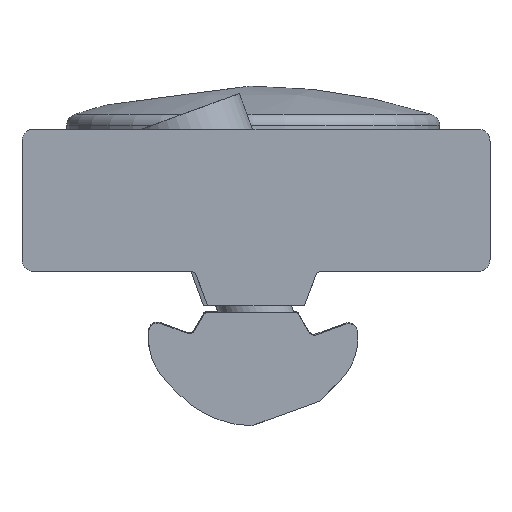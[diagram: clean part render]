
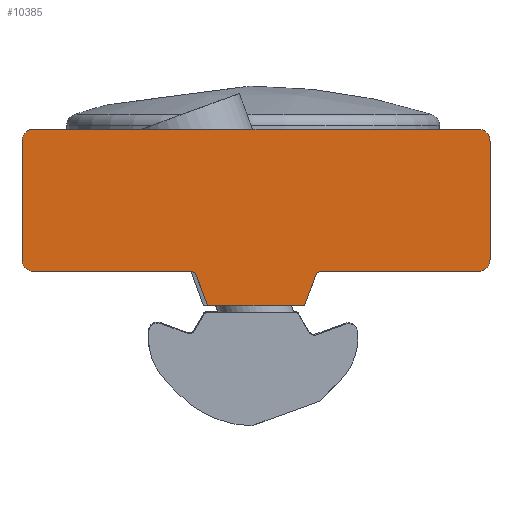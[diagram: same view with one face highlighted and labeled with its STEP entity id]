
A CAD part, front view. The second image highlights one B-rep face of the part: STEP entity #10385.
In plain terms, the highlighted planar face has unit normal (0, -1, 0).
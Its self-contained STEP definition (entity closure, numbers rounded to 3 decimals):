
#69 = VERTEX_POINT ( 'NONE', #936 ) ;
#84 = CIRCLE ( 'NONE', #940, 0.5 ) ;
#459 = ORIENTED_EDGE ( 'NONE', *, *, #933, .T. ) ;
#465 = DIRECTION ( 'NONE',  ( 1., 0., 0. ) ) ;
#477 = AXIS2_PLACEMENT_3D ( 'NONE', #6012, #3716, #7710 ) ;
#576 = VECTOR ( 'NONE', #10381, 1000. ) ;
#639 = CIRCLE ( 'NONE', #988, 0.25 ) ;
#878 = EDGE_CURVE ( 'NONE', #5239, #4487, #639, .T. ) ;
#933 = EDGE_CURVE ( 'NONE', #4487, #7844, #2331, .T. ) ;
#936 = CARTESIAN_POINT ( 'NONE',  ( 4.156, -100., -14.736 ) ) ;
#940 = AXIS2_PLACEMENT_3D ( 'NONE', #4177, #4992, #5893 ) ;
#988 = AXIS2_PLACEMENT_3D ( 'NONE', #6282, #10516, #7066 ) ;
#1114 = DIRECTION ( 'NONE',  ( 0., -1., 0. ) ) ;
#1118 = VECTOR ( 'NONE', #1423, 1000. ) ;
#1136 = VERTEX_POINT ( 'NONE', #8921 ) ;
#1423 = DIRECTION ( 'NONE',  ( 0.342, 0., -0.94 ) ) ;
#1478 = LINE ( 'NONE', #2389, #1118 ) ;
#1502 = DIRECTION ( 'NONE',  ( 0., -1., 0. ) ) ;
#1523 = DIRECTION ( 'NONE',  ( 1., 0., 0. ) ) ;
#1737 = EDGE_CURVE ( 'NONE', #5397, #4543, #8801, .T. ) ;
#1743 = ORIENTED_EDGE ( 'NONE', *, *, #10179, .T. ) ;
#1745 = EDGE_CURVE ( 'NONE', #5558, #2760, #4681, .T. ) ;
#1819 = DIRECTION ( 'NONE',  ( 0., -1., 0. ) ) ;
#1897 = VECTOR ( 'NONE', #2157, 1000. ) ;
#1976 = CARTESIAN_POINT ( 'NONE',  ( 3.921, -100., -14.65 ) ) ;
#1999 = LINE ( 'NONE', #10343, #1897 ) ;
#2081 = DIRECTION ( 'NONE',  ( 0., 0., -1. ) ) ;
#2157 = DIRECTION ( 'NONE',  ( 0., 0., 1. ) ) ;
#2331 = LINE ( 'NONE', #5567, #4719 ) ;
#2389 = CARTESIAN_POINT ( 'NONE',  ( -5.028, -100., -12.329 ) ) ;
#2476 = ORIENTED_EDGE ( 'NONE', *, *, #9861, .T. ) ;
#2519 = VERTEX_POINT ( 'NONE', #7913 ) ;
#2543 = CARTESIAN_POINT ( 'NONE',  ( -18.75, -100., -12. ) ) ;
#2549 = ORIENTED_EDGE ( 'NONE', *, *, #878, .T. ) ;
#2620 = CARTESIAN_POINT ( 'NONE',  ( -3.917, -100., -14.9 ) ) ;
#2707 = DIRECTION ( 'NONE',  ( -1., 0., 0. ) ) ;
#2760 = VERTEX_POINT ( 'NONE', #4639 ) ;
#2892 = CIRCLE ( 'NONE', #6458, 1. ) ;
#2906 = EDGE_CURVE ( 'NONE', #69, #8821, #3040, .T. ) ;
#3032 = CARTESIAN_POINT ( 'NONE',  ( -19.75, -100., -1. ) ) ;
#3040 = LINE ( 'NONE', #3253, #576 ) ;
#3121 = VERTEX_POINT ( 'NONE', #8318 ) ;
#3159 = VECTOR ( 'NONE', #2081, 1000. ) ;
#3197 = DIRECTION ( 'NONE',  ( 0., -1., 0. ) ) ;
#3243 = DIRECTION ( 'NONE',  ( 0., -1., 0. ) ) ;
#3253 = CARTESIAN_POINT ( 'NONE',  ( 4.156, -100., -14.736 ) ) ;
#3372 = ORIENTED_EDGE ( 'NONE', *, *, #3511, .T. ) ;
#3511 = EDGE_CURVE ( 'NONE', #3121, #8410, #8476, .T. ) ;
#3624 = CARTESIAN_POINT ( 'NONE',  ( 18.75, -100., -11. ) ) ;
#3716 = DIRECTION ( 'NONE',  ( 0., 1., 0. ) ) ;
#3883 = EDGE_CURVE ( 'NONE', #8821, #3121, #84, .T. ) ;
#4004 = VECTOR ( 'NONE', #7931, 1000. ) ;
#4007 = CARTESIAN_POINT ( 'NONE',  ( 5.032, -100., -12.329 ) ) ;
#4062 = ORIENTED_EDGE ( 'NONE', *, *, #1745, .T. ) ;
#4073 = EDGE_CURVE ( 'NONE', #7364, #5239, #1478, .T. ) ;
#4134 = DIRECTION ( 'NONE',  ( 1., 0., 0. ) ) ;
#4177 = CARTESIAN_POINT ( 'NONE',  ( 5.502, -100., -12.5 ) ) ;
#4195 = DIRECTION ( 'NONE',  ( 1., 0., 0. ) ) ;
#4342 = LINE ( 'NONE', #7496, #7820 ) ;
#4426 = ORIENTED_EDGE ( 'NONE', *, *, #8054, .T. ) ;
#4469 = EDGE_CURVE ( 'NONE', #2519, #10444, #7052, .T. ) ;
#4487 = VERTEX_POINT ( 'NONE', #2620 ) ;
#4543 = VERTEX_POINT ( 'NONE', #5170 ) ;
#4639 = CARTESIAN_POINT ( 'NONE',  ( -5.498, -100., -12. ) ) ;
#4681 = LINE ( 'NONE', #5325, #4004 ) ;
#4684 = CIRCLE ( 'NONE', #4860, 1. ) ;
#4696 = VECTOR ( 'NONE', #465, 1000. ) ;
#4719 = VECTOR ( 'NONE', #1523, 1000. ) ;
#4724 = CARTESIAN_POINT ( 'NONE',  ( -19.75, -100., -1. ) ) ;
#4728 = CARTESIAN_POINT ( 'NONE',  ( -5.028, -100., -12.329 ) ) ;
#4736 = CARTESIAN_POINT ( 'NONE',  ( 18.75, -100., 0. ) ) ;
#4794 = EDGE_CURVE ( 'NONE', #9051, #5397, #2892, .T. ) ;
#4860 = AXIS2_PLACEMENT_3D ( 'NONE', #5930, #5986, #5231 ) ;
#4992 = DIRECTION ( 'NONE',  ( 0., 1., 0. ) ) ;
#5067 = DIRECTION ( 'NONE',  ( 1., 0., 0. ) ) ;
#5170 = CARTESIAN_POINT ( 'NONE',  ( -19.75, -100., -11. ) ) ;
#5205 = AXIS2_PLACEMENT_3D ( 'NONE', #1976, #1819, #5067 ) ;
#5231 = DIRECTION ( 'NONE',  ( 1., 0., 0. ) ) ;
#5239 = VERTEX_POINT ( 'NONE', #10049 ) ;
#5243 = EDGE_CURVE ( 'NONE', #2760, #7364, #7793, .T. ) ;
#5290 = ORIENTED_EDGE ( 'NONE', *, *, #1737, .T. ) ;
#5325 = CARTESIAN_POINT ( 'NONE',  ( -18.75, -100., -12. ) ) ;
#5397 = VERTEX_POINT ( 'NONE', #4724 ) ;
#5469 = PLANE ( 'NONE',  #6582 ) ;
#5558 = VERTEX_POINT ( 'NONE', #2543 ) ;
#5567 = CARTESIAN_POINT ( 'NONE',  ( -3.917, -100., -14.9 ) ) ;
#5688 = DIRECTION ( 'NONE',  ( 1., 0., 0. ) ) ;
#5893 = DIRECTION ( 'NONE',  ( -1., 0., 0. ) ) ;
#5930 = CARTESIAN_POINT ( 'NONE',  ( -18.75, -100., -11. ) ) ;
#5986 = DIRECTION ( 'NONE',  ( 0., -1., 0. ) ) ;
#6012 = CARTESIAN_POINT ( 'NONE',  ( -5.498, -100., -12.5 ) ) ;
#6048 = ORIENTED_EDGE ( 'NONE', *, *, #4469, .T. ) ;
#6282 = CARTESIAN_POINT ( 'NONE',  ( -3.917, -100., -14.65 ) ) ;
#6458 = AXIS2_PLACEMENT_3D ( 'NONE', #8422, #1114, #4195 ) ;
#6481 = ORIENTED_EDGE ( 'NONE', *, *, #4794, .T. ) ;
#6485 = CARTESIAN_POINT ( 'NONE',  ( 18.75, -100., -12. ) ) ;
#6512 = CARTESIAN_POINT ( 'NONE',  ( -18.75, -100., 0. ) ) ;
#6582 = AXIS2_PLACEMENT_3D ( 'NONE', #3624, #3243, #5688 ) ;
#7020 = EDGE_CURVE ( 'NONE', #8410, #1136, #8426, .T. ) ;
#7052 = CIRCLE ( 'NONE', #7634, 1. ) ;
#7066 = DIRECTION ( 'NONE',  ( 1., 0., 0. ) ) ;
#7309 = ORIENTED_EDGE ( 'NONE', *, *, #2906, .T. ) ;
#7364 = VERTEX_POINT ( 'NONE', #4728 ) ;
#7496 = CARTESIAN_POINT ( 'NONE',  ( -18.75, -100., 0. ) ) ;
#7600 = ORIENTED_EDGE ( 'NONE', *, *, #4073, .T. ) ;
#7634 = AXIS2_PLACEMENT_3D ( 'NONE', #8816, #1502, #7999 ) ;
#7710 = DIRECTION ( 'NONE',  ( -1., 0., 0. ) ) ;
#7793 = CIRCLE ( 'NONE', #477, 0.5 ) ;
#7820 = VECTOR ( 'NONE', #2707, 1000. ) ;
#7844 = VERTEX_POINT ( 'NONE', #8830 ) ;
#7913 = CARTESIAN_POINT ( 'NONE',  ( 19.75, -100., -1. ) ) ;
#7931 = DIRECTION ( 'NONE',  ( 1., 0., 0. ) ) ;
#7999 = DIRECTION ( 'NONE',  ( -1., 0., 0. ) ) ;
#8054 = EDGE_CURVE ( 'NONE', #10444, #9051, #4342, .T. ) ;
#8318 = CARTESIAN_POINT ( 'NONE',  ( 5.502, -100., -12. ) ) ;
#8410 = VERTEX_POINT ( 'NONE', #6485 ) ;
#8422 = CARTESIAN_POINT ( 'NONE',  ( -18.75, -100., -1. ) ) ;
#8426 = CIRCLE ( 'NONE', #10457, 1. ) ;
#8476 = LINE ( 'NONE', #10208, #4696 ) ;
#8642 = EDGE_CURVE ( 'NONE', #1136, #2519, #1999, .T. ) ;
#8743 = FACE_OUTER_BOUND ( 'NONE', #10453, .T. ) ;
#8801 = LINE ( 'NONE', #3032, #3159 ) ;
#8816 = CARTESIAN_POINT ( 'NONE',  ( 18.75, -100., -1. ) ) ;
#8821 = VERTEX_POINT ( 'NONE', #4007 ) ;
#8830 = CARTESIAN_POINT ( 'NONE',  ( 3.921, -100., -14.9 ) ) ;
#8893 = ORIENTED_EDGE ( 'NONE', *, *, #8642, .T. ) ;
#8921 = CARTESIAN_POINT ( 'NONE',  ( 19.75, -100., -11. ) ) ;
#9051 = VERTEX_POINT ( 'NONE', #6512 ) ;
#9552 = ORIENTED_EDGE ( 'NONE', *, *, #5243, .T. ) ;
#9571 = ORIENTED_EDGE ( 'NONE', *, *, #7020, .T. ) ;
#9597 = ORIENTED_EDGE ( 'NONE', *, *, #3883, .T. ) ;
#9685 = CARTESIAN_POINT ( 'NONE',  ( 18.75, -100., -11. ) ) ;
#9861 = EDGE_CURVE ( 'NONE', #4543, #5558, #4684, .T. ) ;
#9971 = CIRCLE ( 'NONE', #5205, 0.25 ) ;
#10049 = CARTESIAN_POINT ( 'NONE',  ( -4.152, -100., -14.736 ) ) ;
#10179 = EDGE_CURVE ( 'NONE', #7844, #69, #9971, .T. ) ;
#10208 = CARTESIAN_POINT ( 'NONE',  ( 5.502, -100., -12. ) ) ;
#10343 = CARTESIAN_POINT ( 'NONE',  ( 19.75, -100., -1. ) ) ;
#10381 = DIRECTION ( 'NONE',  ( 0.342, 0., 0.94 ) ) ;
#10385 = ADVANCED_FACE ( 'NONE', ( #8743 ), #5469, .T. ) ;
#10444 = VERTEX_POINT ( 'NONE', #4736 ) ;
#10453 = EDGE_LOOP ( 'NONE', ( #9571, #8893, #6048, #4426, #6481, #5290, #2476, #4062, #9552, #7600, #2549, #459, #1743, #7309, #9597, #3372 ) ) ;
#10457 = AXIS2_PLACEMENT_3D ( 'NONE', #9685, #3197, #4134 ) ;
#10516 = DIRECTION ( 'NONE',  ( 0., -1., 0. ) ) ;
